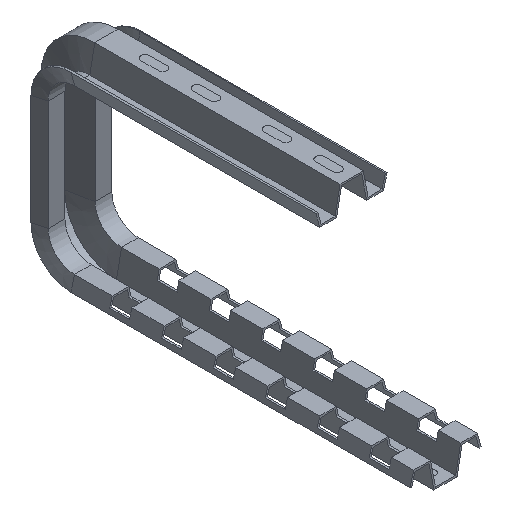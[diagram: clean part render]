
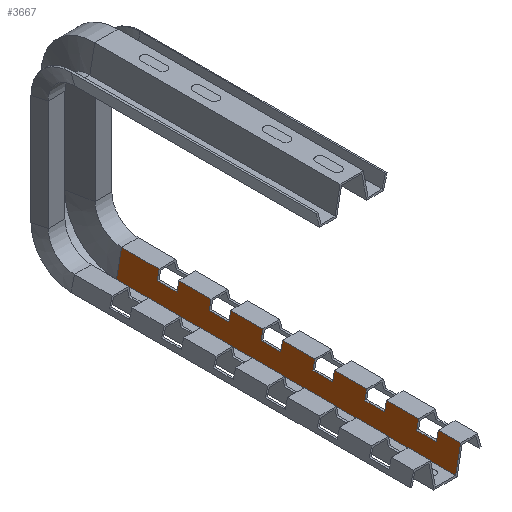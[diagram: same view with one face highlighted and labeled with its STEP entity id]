
A CAD part, isometric view. The second image highlights one B-rep face of the part: STEP entity #3667.
In plain terms, the highlighted planar face has unit normal (-0.982, 0, 0.191).
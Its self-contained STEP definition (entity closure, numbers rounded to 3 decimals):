
#157=FACE_OUTER_BOUND('',#335,.T.);
#335=EDGE_LOOP('',(#2917,#2918,#2919,#2920,#2921,#2922,#2923,#2924,#2925,
#2926,#2927,#2928,#2929,#2930,#2931,#2932,#2933,#2934,#2935,#2936,#2937,
#2938,#2939,#2940,#2941,#2942,#2943,#2944));
#543=LINE('',#5199,#1023);
#569=LINE('',#5250,#1049);
#572=LINE('',#5254,#1052);
#583=LINE('',#5279,#1063);
#609=LINE('',#5330,#1089);
#612=LINE('',#5334,#1092);
#623=LINE('',#5359,#1103);
#649=LINE('',#5410,#1129);
#652=LINE('',#5414,#1132);
#663=LINE('',#5439,#1143);
#689=LINE('',#5490,#1169);
#692=LINE('',#5494,#1172);
#703=LINE('',#5519,#1183);
#729=LINE('',#5570,#1209);
#732=LINE('',#5574,#1212);
#743=LINE('',#5599,#1223);
#769=LINE('',#5650,#1249);
#772=LINE('',#5654,#1252);
#830=LINE('',#5755,#1310);
#831=LINE('',#5757,#1311);
#832=LINE('',#5759,#1312);
#833=LINE('',#5761,#1313);
#834=LINE('',#5763,#1314);
#835=LINE('',#5764,#1315);
#836=LINE('',#5765,#1316);
#837=LINE('',#5766,#1317);
#838=LINE('',#5767,#1318);
#839=LINE('',#5768,#1319);
#1023=VECTOR('',#4180,1.);
#1049=VECTOR('',#4216,1.);
#1052=VECTOR('',#4221,1.);
#1063=VECTOR('',#4236,1.);
#1089=VECTOR('',#4272,1.);
#1092=VECTOR('',#4277,1.);
#1103=VECTOR('',#4292,1.);
#1129=VECTOR('',#4328,1.);
#1132=VECTOR('',#4333,1.);
#1143=VECTOR('',#4348,1.);
#1169=VECTOR('',#4384,1.);
#1172=VECTOR('',#4389,1.);
#1183=VECTOR('',#4404,1.);
#1209=VECTOR('',#4440,1.);
#1212=VECTOR('',#4445,1.);
#1223=VECTOR('',#4460,1.);
#1249=VECTOR('',#4496,1.);
#1252=VECTOR('',#4501,1.);
#1310=VECTOR('',#4609,1.);
#1311=VECTOR('',#4610,1.);
#1312=VECTOR('',#4611,1.);
#1313=VECTOR('',#4612,1.);
#1314=VECTOR('',#4613,1.);
#1315=VECTOR('',#4614,1.);
#1316=VECTOR('',#4615,1.);
#1317=VECTOR('',#4616,1.);
#1318=VECTOR('',#4617,1.);
#1319=VECTOR('',#4618,1.);
#1527=VERTEX_POINT('',#5196);
#1528=VERTEX_POINT('',#5198);
#1547=VERTEX_POINT('',#5247);
#1548=VERTEX_POINT('',#5249);
#1559=VERTEX_POINT('',#5276);
#1560=VERTEX_POINT('',#5278);
#1579=VERTEX_POINT('',#5327);
#1580=VERTEX_POINT('',#5329);
#1591=VERTEX_POINT('',#5356);
#1592=VERTEX_POINT('',#5358);
#1611=VERTEX_POINT('',#5407);
#1612=VERTEX_POINT('',#5409);
#1623=VERTEX_POINT('',#5436);
#1624=VERTEX_POINT('',#5438);
#1643=VERTEX_POINT('',#5487);
#1644=VERTEX_POINT('',#5489);
#1655=VERTEX_POINT('',#5516);
#1656=VERTEX_POINT('',#5518);
#1675=VERTEX_POINT('',#5567);
#1676=VERTEX_POINT('',#5569);
#1687=VERTEX_POINT('',#5596);
#1688=VERTEX_POINT('',#5598);
#1707=VERTEX_POINT('',#5647);
#1708=VERTEX_POINT('',#5649);
#1727=VERTEX_POINT('',#5756);
#1728=VERTEX_POINT('',#5758);
#1729=VERTEX_POINT('',#5760);
#1730=VERTEX_POINT('',#5762);
#1911=EDGE_CURVE('',#1528,#1527,#543,.T.);
#1937=EDGE_CURVE('',#1548,#1547,#569,.T.);
#1940=EDGE_CURVE('',#1527,#1548,#572,.T.);
#1951=EDGE_CURVE('',#1560,#1559,#583,.T.);
#1977=EDGE_CURVE('',#1580,#1579,#609,.T.);
#1980=EDGE_CURVE('',#1559,#1580,#612,.T.);
#1991=EDGE_CURVE('',#1592,#1591,#623,.T.);
#2017=EDGE_CURVE('',#1612,#1611,#649,.T.);
#2020=EDGE_CURVE('',#1591,#1612,#652,.T.);
#2031=EDGE_CURVE('',#1624,#1623,#663,.T.);
#2057=EDGE_CURVE('',#1644,#1643,#689,.T.);
#2060=EDGE_CURVE('',#1623,#1644,#692,.T.);
#2071=EDGE_CURVE('',#1656,#1655,#703,.T.);
#2097=EDGE_CURVE('',#1676,#1675,#729,.T.);
#2100=EDGE_CURVE('',#1655,#1676,#732,.T.);
#2111=EDGE_CURVE('',#1688,#1687,#743,.T.);
#2137=EDGE_CURVE('',#1708,#1707,#769,.T.);
#2140=EDGE_CURVE('',#1687,#1708,#772,.T.);
#2198=EDGE_CURVE('',#1688,#1547,#830,.T.);
#2199=EDGE_CURVE('',#1727,#1707,#831,.T.);
#2200=EDGE_CURVE('',#1727,#1728,#832,.T.);
#2201=EDGE_CURVE('',#1728,#1729,#833,.T.);
#2202=EDGE_CURVE('',#1730,#1729,#834,.T.);
#2203=EDGE_CURVE('',#1592,#1730,#835,.T.);
#2204=EDGE_CURVE('',#1624,#1611,#836,.T.);
#2205=EDGE_CURVE('',#1560,#1643,#837,.T.);
#2206=EDGE_CURVE('',#1656,#1579,#838,.T.);
#2207=EDGE_CURVE('',#1528,#1675,#839,.T.);
#2917=ORIENTED_EDGE('',*,*,#1911,.T.);
#2918=ORIENTED_EDGE('',*,*,#1940,.T.);
#2919=ORIENTED_EDGE('',*,*,#1937,.T.);
#2920=ORIENTED_EDGE('',*,*,#2198,.F.);
#2921=ORIENTED_EDGE('',*,*,#2111,.T.);
#2922=ORIENTED_EDGE('',*,*,#2140,.T.);
#2923=ORIENTED_EDGE('',*,*,#2137,.T.);
#2924=ORIENTED_EDGE('',*,*,#2199,.F.);
#2925=ORIENTED_EDGE('',*,*,#2200,.T.);
#2926=ORIENTED_EDGE('',*,*,#2201,.T.);
#2927=ORIENTED_EDGE('',*,*,#2202,.F.);
#2928=ORIENTED_EDGE('',*,*,#2203,.F.);
#2929=ORIENTED_EDGE('',*,*,#1991,.T.);
#2930=ORIENTED_EDGE('',*,*,#2020,.T.);
#2931=ORIENTED_EDGE('',*,*,#2017,.T.);
#2932=ORIENTED_EDGE('',*,*,#2204,.F.);
#2933=ORIENTED_EDGE('',*,*,#2031,.T.);
#2934=ORIENTED_EDGE('',*,*,#2060,.T.);
#2935=ORIENTED_EDGE('',*,*,#2057,.T.);
#2936=ORIENTED_EDGE('',*,*,#2205,.F.);
#2937=ORIENTED_EDGE('',*,*,#1951,.T.);
#2938=ORIENTED_EDGE('',*,*,#1980,.T.);
#2939=ORIENTED_EDGE('',*,*,#1977,.T.);
#2940=ORIENTED_EDGE('',*,*,#2206,.F.);
#2941=ORIENTED_EDGE('',*,*,#2071,.T.);
#2942=ORIENTED_EDGE('',*,*,#2100,.T.);
#2943=ORIENTED_EDGE('',*,*,#2097,.T.);
#2944=ORIENTED_EDGE('',*,*,#2207,.F.);
#3521=PLANE('',#3918);
#3667=ADVANCED_FACE('',(#157),#3521,.T.);
#3918=AXIS2_PLACEMENT_3D('',#5754,#4607,#4608);
#4180=DIRECTION('',(-0.191,0.,-0.982));
#4216=DIRECTION('',(0.191,0.,0.982));
#4221=DIRECTION('',(0.,1.,0.));
#4236=DIRECTION('',(-0.191,0.,-0.982));
#4272=DIRECTION('',(0.191,0.,0.982));
#4277=DIRECTION('',(0.,1.,0.));
#4292=DIRECTION('',(-0.191,0.,-0.982));
#4328=DIRECTION('',(0.191,0.,0.982));
#4333=DIRECTION('',(0.,1.,0.));
#4348=DIRECTION('',(-0.191,0.,-0.982));
#4384=DIRECTION('',(0.191,0.,0.982));
#4389=DIRECTION('',(0.,1.,0.));
#4404=DIRECTION('',(-0.191,0.,-0.982));
#4440=DIRECTION('',(0.191,0.,0.982));
#4445=DIRECTION('',(0.,1.,0.));
#4460=DIRECTION('',(-0.191,0.,-0.982));
#4496=DIRECTION('',(0.191,0.,0.982));
#4501=DIRECTION('',(0.,1.,0.));
#4607=DIRECTION('center_axis',(-0.982,0.,
0.191));
#4608=DIRECTION('ref_axis',(-0.191,0.,-0.982));
#4609=DIRECTION('',(0.,-1.,0.));
#4610=DIRECTION('',(0.,-1.,0.));
#4611=DIRECTION('',(-0.191,0.,-0.982));
#4612=DIRECTION('',(0.,-1.,0.));
#4613=DIRECTION('',(-0.191,0.,-0.982));
#4614=DIRECTION('',(0.,-1.,0.));
#4615=DIRECTION('',(0.,-1.,0.));
#4616=DIRECTION('',(0.,-1.,0.));
#4617=DIRECTION('',(0.,-1.,0.));
#4618=DIRECTION('',(0.,-1.,0.));
#5196=CARTESIAN_POINT('',(62.234,224.975,13.224));
#5198=CARTESIAN_POINT('',(63.947,224.975,22.035));
#5199=CARTESIAN_POINT('',(62.177,224.975,12.927));
#5247=CARTESIAN_POINT('',(63.947,243.975,22.035));
#5249=CARTESIAN_POINT('',(62.234,243.975,13.224));
#5250=CARTESIAN_POINT('',(63.539,243.975,19.936));
#5254=CARTESIAN_POINT('',(62.234,282.35,13.224));
#5276=CARTESIAN_POINT('',(62.234,124.975,13.224));
#5278=CARTESIAN_POINT('',(63.947,124.975,22.035));
#5279=CARTESIAN_POINT('',(62.177,124.975,12.927));
#5327=CARTESIAN_POINT('',(63.947,143.975,22.035));
#5329=CARTESIAN_POINT('',(62.234,143.975,13.224));
#5330=CARTESIAN_POINT('',(63.539,143.975,19.936));
#5334=CARTESIAN_POINT('',(62.234,232.35,13.224));
#5356=CARTESIAN_POINT('',(62.234,24.975,13.224));
#5358=CARTESIAN_POINT('',(63.947,24.975,22.035));
#5359=CARTESIAN_POINT('',(62.177,24.975,12.927));
#5407=CARTESIAN_POINT('',(63.947,43.975,22.035));
#5409=CARTESIAN_POINT('',(62.234,43.975,13.224));
#5410=CARTESIAN_POINT('',(63.539,43.975,19.936));
#5414=CARTESIAN_POINT('',(62.234,182.35,13.224));
#5436=CARTESIAN_POINT('',(62.234,74.975,13.224));
#5438=CARTESIAN_POINT('',(63.947,74.975,22.035));
#5439=CARTESIAN_POINT('',(62.177,74.975,12.927));
#5487=CARTESIAN_POINT('',(63.947,93.975,22.035));
#5489=CARTESIAN_POINT('',(62.234,93.975,13.224));
#5490=CARTESIAN_POINT('',(63.539,93.975,19.936));
#5494=CARTESIAN_POINT('',(62.234,207.35,13.224));
#5516=CARTESIAN_POINT('',(62.234,174.975,13.224));
#5518=CARTESIAN_POINT('',(63.947,174.975,22.035));
#5519=CARTESIAN_POINT('',(62.177,174.975,12.927));
#5567=CARTESIAN_POINT('',(63.947,193.975,22.035));
#5569=CARTESIAN_POINT('',(62.234,193.975,13.224));
#5570=CARTESIAN_POINT('',(63.539,193.975,19.936));
#5574=CARTESIAN_POINT('',(62.234,257.35,13.224));
#5596=CARTESIAN_POINT('',(62.234,274.975,13.224));
#5598=CARTESIAN_POINT('',(63.947,274.975,22.035));
#5599=CARTESIAN_POINT('',(62.177,274.975,12.927));
#5647=CARTESIAN_POINT('',(63.947,293.975,22.035));
#5649=CARTESIAN_POINT('',(62.234,293.975,13.224));
#5650=CARTESIAN_POINT('',(63.539,293.975,19.936));
#5654=CARTESIAN_POINT('',(62.234,307.35,13.224));
#5754=CARTESIAN_POINT('Origin',(63.947,330.225,22.035));
#5755=CARTESIAN_POINT('',(63.947,330.225,22.035));
#5756=CARTESIAN_POINT('',(63.947,330.225,22.035));
#5757=CARTESIAN_POINT('',(63.947,330.225,22.035));
#5758=CARTESIAN_POINT('',(59.176,330.225,-2.513));
#5759=CARTESIAN_POINT('',(63.947,330.225,22.035));
#5760=CARTESIAN_POINT('',(59.176,3.475,-2.513));
#5761=CARTESIAN_POINT('',(59.176,330.225,-2.513));
#5762=CARTESIAN_POINT('',(63.947,3.475,22.035));
#5763=CARTESIAN_POINT('',(63.947,3.475,22.035));
#5764=CARTESIAN_POINT('',(63.947,330.225,22.035));
#5765=CARTESIAN_POINT('',(63.947,330.225,22.035));
#5766=CARTESIAN_POINT('',(63.947,330.225,22.035));
#5767=CARTESIAN_POINT('',(63.947,330.225,22.035));
#5768=CARTESIAN_POINT('',(63.947,330.225,22.035));
